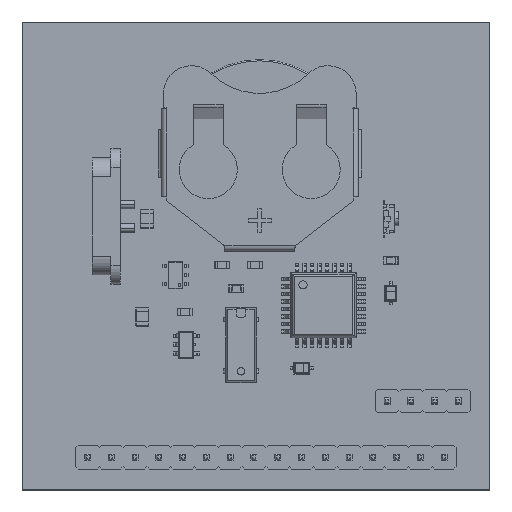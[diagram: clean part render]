
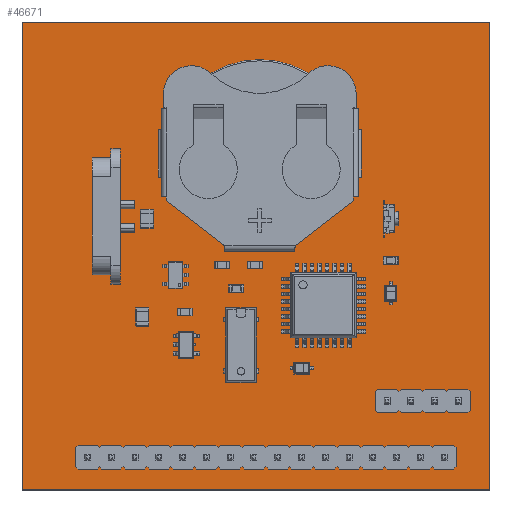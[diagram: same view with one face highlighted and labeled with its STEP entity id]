
A CAD part, top view. The second image highlights one B-rep face of the part: STEP entity #46671.
In plain terms, the highlighted planar face has unit normal (0, 0, 1).
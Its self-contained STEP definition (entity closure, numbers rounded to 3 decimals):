
#46339 = VERTEX_POINT('',#46340);
#46340 = CARTESIAN_POINT('',(223.5,-119.5,1.51));
#46346 = EDGE_CURVE('',#46339,#46347,#46349,.T.);
#46347 = VERTEX_POINT('',#46348);
#46348 = CARTESIAN_POINT('',(173.5,-119.5,1.51));
#46349 = LINE('',#46350,#46351);
#46350 = CARTESIAN_POINT('',(223.5,-119.5,1.51));
#46351 = VECTOR('',#46352,1.);
#46352 = DIRECTION('',(-1.,0.,0.));
#46379 = VERTEX_POINT('',#46380);
#46380 = CARTESIAN_POINT('',(223.5,-69.5,1.51));
#46386 = EDGE_CURVE('',#46379,#46339,#46387,.T.);
#46387 = LINE('',#46388,#46389);
#46388 = CARTESIAN_POINT('',(223.5,-69.5,1.51));
#46389 = VECTOR('',#46390,1.);
#46390 = DIRECTION('',(0.,-1.,0.));
#46408 = EDGE_CURVE('',#46347,#46409,#46411,.T.);
#46409 = VERTEX_POINT('',#46410);
#46410 = CARTESIAN_POINT('',(173.5,-69.5,1.51));
#46411 = LINE('',#46412,#46413);
#46412 = CARTESIAN_POINT('',(173.5,-119.5,1.51));
#46413 = VECTOR('',#46414,1.);
#46414 = DIRECTION('',(0.,1.,0.));
#46671 = ADVANCED_FACE('',(#46672,#46683,#46694,#46705,#46716,#46727,
    #46738,#46749,#46760,#46771,#46782,#46793,#46804,#46815,#46826,
    #46837,#46848,#46859,#46870,#46881,#46892),#46903,.T.);
#46672 = FACE_BOUND('',#46673,.T.);
#46673 = EDGE_LOOP('',(#46674,#46675,#46676,#46682));
#46674 = ORIENTED_EDGE('',*,*,#46346,.F.);
#46675 = ORIENTED_EDGE('',*,*,#46386,.F.);
#46676 = ORIENTED_EDGE('',*,*,#46677,.F.);
#46677 = EDGE_CURVE('',#46409,#46379,#46678,.T.);
#46678 = LINE('',#46679,#46680);
#46679 = CARTESIAN_POINT('',(173.5,-69.5,1.51));
#46680 = VECTOR('',#46681,1.);
#46681 = DIRECTION('',(1.,0.,0.));
#46682 = ORIENTED_EDGE('',*,*,#46408,.F.);
#46683 = FACE_BOUND('',#46684,.T.);
#46684 = EDGE_LOOP('',(#46685));
#46685 = ORIENTED_EDGE('',*,*,#46686,.T.);
#46686 = EDGE_CURVE('',#46687,#46687,#46689,.T.);
#46687 = VERTEX_POINT('',#46688);
#46688 = CARTESIAN_POINT('',(180.5,-116.5,1.51));
#46689 = CIRCLE('',#46690,0.5);
#46690 = AXIS2_PLACEMENT_3D('',#46691,#46692,#46693);
#46691 = CARTESIAN_POINT('',(180.5,-116.,1.51));
#46692 = DIRECTION('',(-0.,0.,-1.));
#46693 = DIRECTION('',(-0.,-1.,0.));
#46694 = FACE_BOUND('',#46695,.T.);
#46695 = EDGE_LOOP('',(#46696));
#46696 = ORIENTED_EDGE('',*,*,#46697,.T.);
#46697 = EDGE_CURVE('',#46698,#46698,#46700,.T.);
#46698 = VERTEX_POINT('',#46699);
#46699 = CARTESIAN_POINT('',(183.04,-116.5,1.51));
#46700 = CIRCLE('',#46701,0.5);
#46701 = AXIS2_PLACEMENT_3D('',#46702,#46703,#46704);
#46702 = CARTESIAN_POINT('',(183.04,-116.,1.51));
#46703 = DIRECTION('',(-0.,0.,-1.));
#46704 = DIRECTION('',(-0.,-1.,0.));
#46705 = FACE_BOUND('',#46706,.T.);
#46706 = EDGE_LOOP('',(#46707));
#46707 = ORIENTED_EDGE('',*,*,#46708,.T.);
#46708 = EDGE_CURVE('',#46709,#46709,#46711,.T.);
#46709 = VERTEX_POINT('',#46710);
#46710 = CARTESIAN_POINT('',(185.58,-116.5,1.51));
#46711 = CIRCLE('',#46712,0.5);
#46712 = AXIS2_PLACEMENT_3D('',#46713,#46714,#46715);
#46713 = CARTESIAN_POINT('',(185.58,-116.,1.51));
#46714 = DIRECTION('',(-0.,0.,-1.));
#46715 = DIRECTION('',(-0.,-1.,0.));
#46716 = FACE_BOUND('',#46717,.T.);
#46717 = EDGE_LOOP('',(#46718));
#46718 = ORIENTED_EDGE('',*,*,#46719,.T.);
#46719 = EDGE_CURVE('',#46720,#46720,#46722,.T.);
#46720 = VERTEX_POINT('',#46721);
#46721 = CARTESIAN_POINT('',(188.12,-116.5,1.51));
#46722 = CIRCLE('',#46723,0.5);
#46723 = AXIS2_PLACEMENT_3D('',#46724,#46725,#46726);
#46724 = CARTESIAN_POINT('',(188.12,-116.,1.51));
#46725 = DIRECTION('',(-0.,0.,-1.));
#46726 = DIRECTION('',(-0.,-1.,0.));
#46727 = FACE_BOUND('',#46728,.T.);
#46728 = EDGE_LOOP('',(#46729));
#46729 = ORIENTED_EDGE('',*,*,#46730,.T.);
#46730 = EDGE_CURVE('',#46731,#46731,#46733,.T.);
#46731 = VERTEX_POINT('',#46732);
#46732 = CARTESIAN_POINT('',(190.66,-116.5,1.51));
#46733 = CIRCLE('',#46734,0.5);
#46734 = AXIS2_PLACEMENT_3D('',#46735,#46736,#46737);
#46735 = CARTESIAN_POINT('',(190.66,-116.,1.51));
#46736 = DIRECTION('',(-0.,0.,-1.));
#46737 = DIRECTION('',(-0.,-1.,0.));
#46738 = FACE_BOUND('',#46739,.T.);
#46739 = EDGE_LOOP('',(#46740));
#46740 = ORIENTED_EDGE('',*,*,#46741,.T.);
#46741 = EDGE_CURVE('',#46742,#46742,#46744,.T.);
#46742 = VERTEX_POINT('',#46743);
#46743 = CARTESIAN_POINT('',(193.2,-116.5,1.51));
#46744 = CIRCLE('',#46745,0.5);
#46745 = AXIS2_PLACEMENT_3D('',#46746,#46747,#46748);
#46746 = CARTESIAN_POINT('',(193.2,-116.,1.51));
#46747 = DIRECTION('',(-0.,0.,-1.));
#46748 = DIRECTION('',(-0.,-1.,0.));
#46749 = FACE_BOUND('',#46750,.T.);
#46750 = EDGE_LOOP('',(#46751));
#46751 = ORIENTED_EDGE('',*,*,#46752,.T.);
#46752 = EDGE_CURVE('',#46753,#46753,#46755,.T.);
#46753 = VERTEX_POINT('',#46754);
#46754 = CARTESIAN_POINT('',(195.74,-116.5,1.51));
#46755 = CIRCLE('',#46756,0.5);
#46756 = AXIS2_PLACEMENT_3D('',#46757,#46758,#46759);
#46757 = CARTESIAN_POINT('',(195.74,-116.,1.51));
#46758 = DIRECTION('',(-0.,0.,-1.));
#46759 = DIRECTION('',(-0.,-1.,0.));
#46760 = FACE_BOUND('',#46761,.T.);
#46761 = EDGE_LOOP('',(#46762));
#46762 = ORIENTED_EDGE('',*,*,#46763,.T.);
#46763 = EDGE_CURVE('',#46764,#46764,#46766,.T.);
#46764 = VERTEX_POINT('',#46765);
#46765 = CARTESIAN_POINT('',(198.28,-116.5,1.51));
#46766 = CIRCLE('',#46767,0.5);
#46767 = AXIS2_PLACEMENT_3D('',#46768,#46769,#46770);
#46768 = CARTESIAN_POINT('',(198.28,-116.,1.51));
#46769 = DIRECTION('',(-0.,0.,-1.));
#46770 = DIRECTION('',(-0.,-1.,0.));
#46771 = FACE_BOUND('',#46772,.T.);
#46772 = EDGE_LOOP('',(#46773));
#46773 = ORIENTED_EDGE('',*,*,#46774,.T.);
#46774 = EDGE_CURVE('',#46775,#46775,#46777,.T.);
#46775 = VERTEX_POINT('',#46776);
#46776 = CARTESIAN_POINT('',(200.82,-116.5,1.51));
#46777 = CIRCLE('',#46778,0.5);
#46778 = AXIS2_PLACEMENT_3D('',#46779,#46780,#46781);
#46779 = CARTESIAN_POINT('',(200.82,-116.,1.51));
#46780 = DIRECTION('',(-0.,0.,-1.));
#46781 = DIRECTION('',(-0.,-1.,0.));
#46782 = FACE_BOUND('',#46783,.T.);
#46783 = EDGE_LOOP('',(#46784));
#46784 = ORIENTED_EDGE('',*,*,#46785,.T.);
#46785 = EDGE_CURVE('',#46786,#46786,#46788,.T.);
#46786 = VERTEX_POINT('',#46787);
#46787 = CARTESIAN_POINT('',(203.36,-116.5,1.51));
#46788 = CIRCLE('',#46789,0.5);
#46789 = AXIS2_PLACEMENT_3D('',#46790,#46791,#46792);
#46790 = CARTESIAN_POINT('',(203.36,-116.,1.51));
#46791 = DIRECTION('',(-0.,0.,-1.));
#46792 = DIRECTION('',(-0.,-1.,0.));
#46793 = FACE_BOUND('',#46794,.T.);
#46794 = EDGE_LOOP('',(#46795));
#46795 = ORIENTED_EDGE('',*,*,#46796,.T.);
#46796 = EDGE_CURVE('',#46797,#46797,#46799,.T.);
#46797 = VERTEX_POINT('',#46798);
#46798 = CARTESIAN_POINT('',(205.9,-116.5,1.51));
#46799 = CIRCLE('',#46800,0.5);
#46800 = AXIS2_PLACEMENT_3D('',#46801,#46802,#46803);
#46801 = CARTESIAN_POINT('',(205.9,-116.,1.51));
#46802 = DIRECTION('',(-0.,0.,-1.));
#46803 = DIRECTION('',(-0.,-1.,0.));
#46804 = FACE_BOUND('',#46805,.T.);
#46805 = EDGE_LOOP('',(#46806));
#46806 = ORIENTED_EDGE('',*,*,#46807,.T.);
#46807 = EDGE_CURVE('',#46808,#46808,#46810,.T.);
#46808 = VERTEX_POINT('',#46809);
#46809 = CARTESIAN_POINT('',(208.44,-116.5,1.51));
#46810 = CIRCLE('',#46811,0.5);
#46811 = AXIS2_PLACEMENT_3D('',#46812,#46813,#46814);
#46812 = CARTESIAN_POINT('',(208.44,-116.,1.51));
#46813 = DIRECTION('',(-0.,0.,-1.));
#46814 = DIRECTION('',(-0.,-1.,0.));
#46815 = FACE_BOUND('',#46816,.T.);
#46816 = EDGE_LOOP('',(#46817));
#46817 = ORIENTED_EDGE('',*,*,#46818,.T.);
#46818 = EDGE_CURVE('',#46819,#46819,#46821,.T.);
#46819 = VERTEX_POINT('',#46820);
#46820 = CARTESIAN_POINT('',(210.98,-116.5,1.51));
#46821 = CIRCLE('',#46822,0.5);
#46822 = AXIS2_PLACEMENT_3D('',#46823,#46824,#46825);
#46823 = CARTESIAN_POINT('',(210.98,-116.,1.51));
#46824 = DIRECTION('',(-0.,0.,-1.));
#46825 = DIRECTION('',(-0.,-1.,0.));
#46826 = FACE_BOUND('',#46827,.T.);
#46827 = EDGE_LOOP('',(#46828));
#46828 = ORIENTED_EDGE('',*,*,#46829,.T.);
#46829 = EDGE_CURVE('',#46830,#46830,#46832,.T.);
#46830 = VERTEX_POINT('',#46831);
#46831 = CARTESIAN_POINT('',(213.52,-116.5,1.51));
#46832 = CIRCLE('',#46833,0.5);
#46833 = AXIS2_PLACEMENT_3D('',#46834,#46835,#46836);
#46834 = CARTESIAN_POINT('',(213.52,-116.,1.51));
#46835 = DIRECTION('',(-0.,0.,-1.));
#46836 = DIRECTION('',(-0.,-1.,0.));
#46837 = FACE_BOUND('',#46838,.T.);
#46838 = EDGE_LOOP('',(#46839));
#46839 = ORIENTED_EDGE('',*,*,#46840,.T.);
#46840 = EDGE_CURVE('',#46841,#46841,#46843,.T.);
#46841 = VERTEX_POINT('',#46842);
#46842 = CARTESIAN_POINT('',(216.06,-116.5,1.51));
#46843 = CIRCLE('',#46844,0.5);
#46844 = AXIS2_PLACEMENT_3D('',#46845,#46846,#46847);
#46845 = CARTESIAN_POINT('',(216.06,-116.,1.51));
#46846 = DIRECTION('',(-0.,0.,-1.));
#46847 = DIRECTION('',(-0.,-1.,0.));
#46848 = FACE_BOUND('',#46849,.T.);
#46849 = EDGE_LOOP('',(#46850));
#46850 = ORIENTED_EDGE('',*,*,#46851,.T.);
#46851 = EDGE_CURVE('',#46852,#46852,#46854,.T.);
#46852 = VERTEX_POINT('',#46853);
#46853 = CARTESIAN_POINT('',(218.6,-116.5,1.51));
#46854 = CIRCLE('',#46855,0.5);
#46855 = AXIS2_PLACEMENT_3D('',#46856,#46857,#46858);
#46856 = CARTESIAN_POINT('',(218.6,-116.,1.51));
#46857 = DIRECTION('',(-0.,0.,-1.));
#46858 = DIRECTION('',(-0.,-1.,0.));
#46859 = FACE_BOUND('',#46860,.T.);
#46860 = EDGE_LOOP('',(#46861));
#46861 = ORIENTED_EDGE('',*,*,#46862,.T.);
#46862 = EDGE_CURVE('',#46863,#46863,#46865,.T.);
#46863 = VERTEX_POINT('',#46864);
#46864 = CARTESIAN_POINT('',(212.5,-110.5,1.51));
#46865 = CIRCLE('',#46866,0.5);
#46866 = AXIS2_PLACEMENT_3D('',#46867,#46868,#46869);
#46867 = CARTESIAN_POINT('',(212.5,-110.,1.51));
#46868 = DIRECTION('',(-0.,0.,-1.));
#46869 = DIRECTION('',(-0.,-1.,0.));
#46870 = FACE_BOUND('',#46871,.T.);
#46871 = EDGE_LOOP('',(#46872));
#46872 = ORIENTED_EDGE('',*,*,#46873,.T.);
#46873 = EDGE_CURVE('',#46874,#46874,#46876,.T.);
#46874 = VERTEX_POINT('',#46875);
#46875 = CARTESIAN_POINT('',(215.04,-110.5,1.51));
#46876 = CIRCLE('',#46877,0.5);
#46877 = AXIS2_PLACEMENT_3D('',#46878,#46879,#46880);
#46878 = CARTESIAN_POINT('',(215.04,-110.,1.51));
#46879 = DIRECTION('',(-0.,0.,-1.));
#46880 = DIRECTION('',(-0.,-1.,0.));
#46881 = FACE_BOUND('',#46882,.T.);
#46882 = EDGE_LOOP('',(#46883));
#46883 = ORIENTED_EDGE('',*,*,#46884,.T.);
#46884 = EDGE_CURVE('',#46885,#46885,#46887,.T.);
#46885 = VERTEX_POINT('',#46886);
#46886 = CARTESIAN_POINT('',(217.58,-110.5,1.51));
#46887 = CIRCLE('',#46888,0.5);
#46888 = AXIS2_PLACEMENT_3D('',#46889,#46890,#46891);
#46889 = CARTESIAN_POINT('',(217.58,-110.,1.51));
#46890 = DIRECTION('',(-0.,0.,-1.));
#46891 = DIRECTION('',(-0.,-1.,0.));
#46892 = FACE_BOUND('',#46893,.T.);
#46893 = EDGE_LOOP('',(#46894));
#46894 = ORIENTED_EDGE('',*,*,#46895,.T.);
#46895 = EDGE_CURVE('',#46896,#46896,#46898,.T.);
#46896 = VERTEX_POINT('',#46897);
#46897 = CARTESIAN_POINT('',(220.12,-110.5,1.51));
#46898 = CIRCLE('',#46899,0.5);
#46899 = AXIS2_PLACEMENT_3D('',#46900,#46901,#46902);
#46900 = CARTESIAN_POINT('',(220.12,-110.,1.51));
#46901 = DIRECTION('',(-0.,0.,-1.));
#46902 = DIRECTION('',(-0.,-1.,0.));
#46903 = PLANE('',#46904);
#46904 = AXIS2_PLACEMENT_3D('',#46905,#46906,#46907);
#46905 = CARTESIAN_POINT('',(0.,0.,1.51));
#46906 = DIRECTION('',(0.,0.,1.));
#46907 = DIRECTION('',(1.,0.,-0.));
